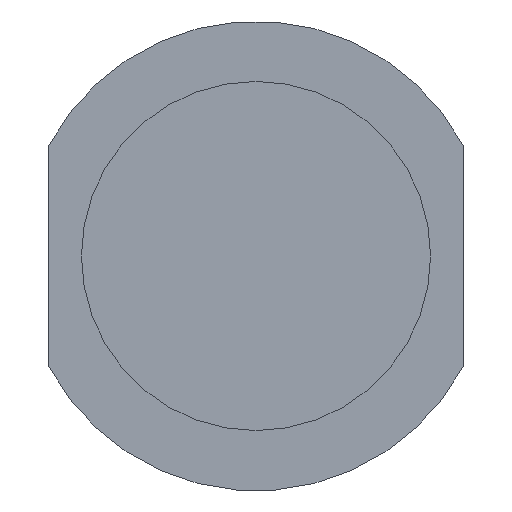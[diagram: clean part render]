
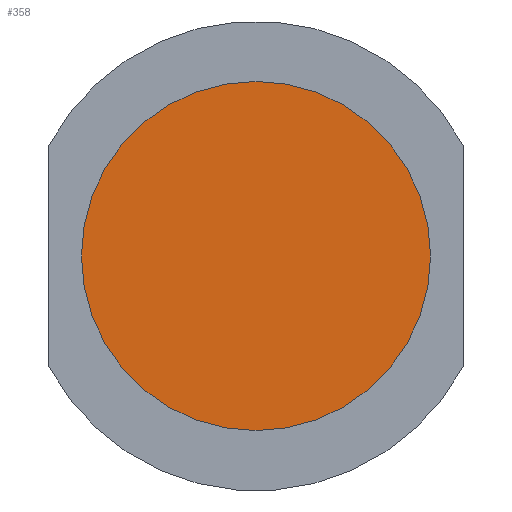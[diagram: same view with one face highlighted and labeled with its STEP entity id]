
A CAD part, left-side view. The second image highlights one B-rep face of the part: STEP entity #358.
In plain terms, the highlighted planar face has unit normal (-1, 0, 0).
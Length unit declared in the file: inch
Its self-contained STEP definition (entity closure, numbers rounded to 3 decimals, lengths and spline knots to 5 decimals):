
#8 = CIRCLE ( 'NONE', #617, 0.11614 ) ;
#16 = ORIENTED_EDGE ( 'NONE', *, *, #171, .F. ) ;
#38 = EDGE_CURVE ( 'NONE', #162, #684, #8, .T. ) ;
#83 = CIRCLE ( 'NONE', #558, 0.11614 ) ;
#162 = VERTEX_POINT ( 'NONE', #560 ) ;
#169 = PLANE ( 'NONE',  #597 ) ;
#171 = EDGE_CURVE ( 'NONE', #684, #162, #83, .T. ) ;
#200 = DIRECTION ( 'NONE',  ( 0., 1., 0. ) ) ;
#229 = DIRECTION ( 'NONE',  ( 0., 1., 0. ) ) ;
#271 = DIRECTION ( 'NONE',  ( -1., 0., 0. ) ) ;
#274 = DIRECTION ( 'NONE',  ( 0., -1., 0. ) ) ;
#302 = DIRECTION ( 'NONE',  ( 1., 0., 0. ) ) ;
#308 = CARTESIAN_POINT ( 'NONE',  ( -8.09143, 0., 0. ) ) ;
#315 = FACE_OUTER_BOUND ( 'NONE', #476, .T. ) ;
#357 = ORIENTED_EDGE ( 'NONE', *, *, #38, .F. ) ;
#358 = ADVANCED_FACE ( 'NONE', ( #315 ), #169, .T. ) ;
#403 = CARTESIAN_POINT ( 'NONE',  ( -8.09143, -0.11614, 0. ) ) ;
#476 = EDGE_LOOP ( 'NONE', ( #357, #16 ) ) ;
#527 = CARTESIAN_POINT ( 'NONE',  ( -8.09143, 0., 0. ) ) ;
#552 = DIRECTION ( 'NONE',  ( 1., 0., 0. ) ) ;
#558 = AXIS2_PLACEMENT_3D ( 'NONE', #308, #302, #200 ) ;
#560 = CARTESIAN_POINT ( 'NONE',  ( -8.09143, 0.11614, 0. ) ) ;
#597 = AXIS2_PLACEMENT_3D ( 'NONE', #527, #271, #274 ) ;
#611 = CARTESIAN_POINT ( 'NONE',  ( -8.09143, 0., 0. ) ) ;
#617 = AXIS2_PLACEMENT_3D ( 'NONE', #611, #552, #229 ) ;
#684 = VERTEX_POINT ( 'NONE', #403 ) ;
